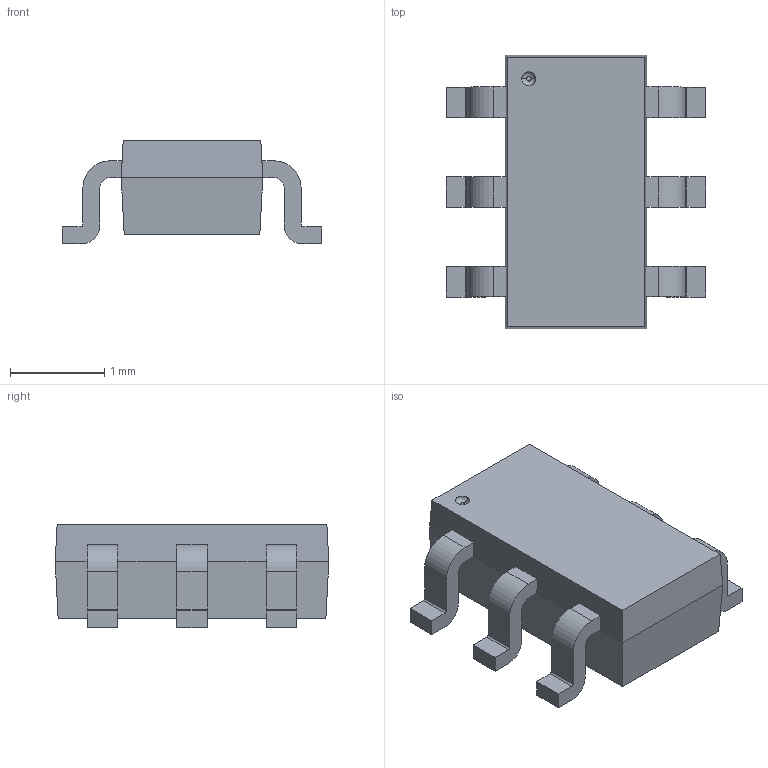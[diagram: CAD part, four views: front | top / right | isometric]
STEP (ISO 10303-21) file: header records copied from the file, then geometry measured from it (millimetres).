
FILE_DESCRIPTION((''),'2;1');
FILE_NAME('SMD_SOT457_SOT95P275X110-6N','2012-05-04T',('HAN'),(''),'PRO/ENGINEER BY PARAMETRIC TECHNOLOGY CORPORATION, 2010280','PRO/ENGINEER BY PARAMETRIC TECHNOLOGY CORPORATION, 2010280','');
FILE_SCHEMA(('AUTOMOTIVE_DESIGN_CC2 { 1 2 10303 214 -1 1 5 2 }'));
Length unit declared in the file: millimetre
Products named in the file (1): SMD_SOT457_SOT95P275X110-6N
Bounding box: 2.75 x 2.9 x 1.1 mm (x, y, z)
Volume: 4.7 mm3; surface area: 24.2 mm2
Topology: 1 solids, 1 shells, 91 faces, 260 edges, 172 vertices
Faces by surface type: plane 65, cylinder 24, bspline 2
Entity records: 3216 total; most frequent: CARTESIAN_POINT 577, ORIENTED_EDGE 520, DIRECTION 492, EDGE_CURVE 260, VECTOR 206, LINE 206, VERTEX_POINT 172, AXIS2_PLACEMENT_3D 143
